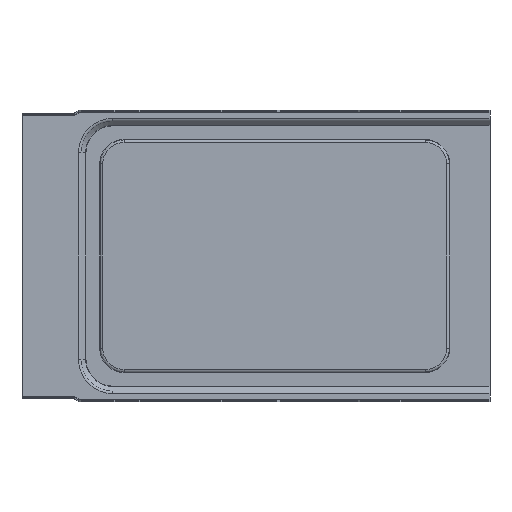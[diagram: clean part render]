
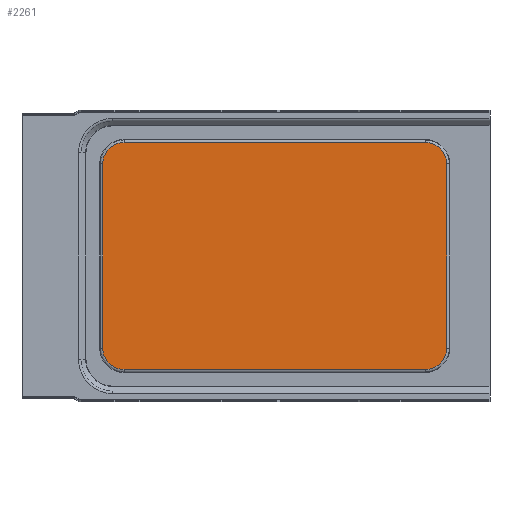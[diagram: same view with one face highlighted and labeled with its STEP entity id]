
A CAD part, front view. The second image highlights one B-rep face of the part: STEP entity #2261.
In plain terms, the highlighted planar face has unit normal (0, -1, 0).
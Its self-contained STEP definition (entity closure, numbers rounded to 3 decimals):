
#45 = AXIS2_PLACEMENT_3D ( 'NONE', #1280, #911, #1954 ) ;
#57 = LINE ( 'NONE', #2018, #3328 ) ;
#175 = ORIENTED_EDGE ( 'NONE', *, *, #3125, .F. ) ;
#230 = CARTESIAN_POINT ( 'NONE',  ( -66., 1.6, -20.337 ) ) ;
#235 = DIRECTION ( 'NONE',  ( 0., 0., -1. ) ) ;
#248 = EDGE_CURVE ( 'NONE', #1284, #2662, #1920, .T. ) ;
#271 = CARTESIAN_POINT ( 'NONE',  ( 0., 1.6, 20.337 ) ) ;
#314 = DIRECTION ( 'NONE',  ( 0., 0., 1. ) ) ;
#409 = CIRCLE ( 'NONE', #963, 3.837 ) ;
#412 = VECTOR ( 'NONE', #314, 1000. ) ;
#434 = PLANE ( 'NONE',  #4167 ) ;
#464 = CIRCLE ( 'NONE', #45, 3.837 ) ;
#466 = LINE ( 'NONE', #1756, #3182 ) ;
#517 = ORIENTED_EDGE ( 'NONE', *, *, #248, .F. ) ;
#603 = CARTESIAN_POINT ( 'NONE',  ( -69.837, 1.6, 16.5 ) ) ;
#624 = ORIENTED_EDGE ( 'NONE', *, *, #3220, .F. ) ;
#777 = DIRECTION ( 'NONE',  ( 0., 0., -1. ) ) ;
#844 = VERTEX_POINT ( 'NONE', #603 ) ;
#890 = AXIS2_PLACEMENT_3D ( 'NONE', #3271, #2231, #235 ) ;
#911 = DIRECTION ( 'NONE',  ( 0., 1., 0. ) ) ;
#963 = AXIS2_PLACEMENT_3D ( 'NONE', #2053, #3396, #777 ) ;
#968 = ORIENTED_EDGE ( 'NONE', *, *, #1151, .F. ) ;
#1016 = FACE_OUTER_BOUND ( 'NONE', #4128, .T. ) ;
#1051 = EDGE_CURVE ( 'NONE', #2816, #1345, #57, .T. ) ;
#1105 = CARTESIAN_POINT ( 'NONE',  ( -12., 1.6, -20.337 ) ) ;
#1151 = EDGE_CURVE ( 'NONE', #2443, #4056, #2344, .T. ) ;
#1168 = VERTEX_POINT ( 'NONE', #1105 ) ;
#1280 = CARTESIAN_POINT ( 'NONE',  ( -12., 1.6, -16.5 ) ) ;
#1284 = VERTEX_POINT ( 'NONE', #2244 ) ;
#1345 = VERTEX_POINT ( 'NONE', #3258 ) ;
#1366 = CARTESIAN_POINT ( 'NONE',  ( 0., 1.6, 0. ) ) ;
#1740 = DIRECTION ( 'NONE',  ( 0., 0., 1. ) ) ;
#1743 = ORIENTED_EDGE ( 'NONE', *, *, #3474, .F. ) ;
#1756 = CARTESIAN_POINT ( 'NONE',  ( 0., 1.6, -20.337 ) ) ;
#1797 = DIRECTION ( 'NONE',  ( -1., 0., 0. ) ) ;
#1920 = LINE ( 'NONE', #271, #4111 ) ;
#1954 = DIRECTION ( 'NONE',  ( 0., 0., -1. ) ) ;
#2018 = CARTESIAN_POINT ( 'NONE',  ( -8.163, 1.6, 0. ) ) ;
#2053 = CARTESIAN_POINT ( 'NONE',  ( -66., 1.6, 16.5 ) ) ;
#2074 = CIRCLE ( 'NONE', #890, 3.837 ) ;
#2106 = DIRECTION ( 'NONE',  ( 0., 1., 0. ) ) ;
#2161 = EDGE_CURVE ( 'NONE', #1345, #1168, #464, .T. ) ;
#2231 = DIRECTION ( 'NONE',  ( 0., 1., 0. ) ) ;
#2244 = CARTESIAN_POINT ( 'NONE',  ( -66., 1.6, 20.337 ) ) ;
#2261 = ADVANCED_FACE ( 'NONE', ( #1016 ), #434, .F. ) ;
#2344 = CIRCLE ( 'NONE', #2972, 3.837 ) ;
#2387 = DIRECTION ( 'NONE',  ( 0., 1., 0. ) ) ;
#2443 = VERTEX_POINT ( 'NONE', #230 ) ;
#2463 = CARTESIAN_POINT ( 'NONE',  ( -8.163, 1.6, 16.5 ) ) ;
#2662 = VERTEX_POINT ( 'NONE', #3660 ) ;
#2711 = DIRECTION ( 'NONE',  ( 0., 0., -1. ) ) ;
#2816 = VERTEX_POINT ( 'NONE', #2463 ) ;
#2972 = AXIS2_PLACEMENT_3D ( 'NONE', #3079, #2106, #3462 ) ;
#3079 = CARTESIAN_POINT ( 'NONE',  ( -66., 1.6, -16.5 ) ) ;
#3125 = EDGE_CURVE ( 'NONE', #2662, #2816, #2074, .T. ) ;
#3169 = EDGE_CURVE ( 'NONE', #844, #1284, #409, .T. ) ;
#3182 = VECTOR ( 'NONE', #1797, 1000. ) ;
#3220 = EDGE_CURVE ( 'NONE', #1168, #2443, #466, .T. ) ;
#3258 = CARTESIAN_POINT ( 'NONE',  ( -8.163, 1.6, -16.5 ) ) ;
#3271 = CARTESIAN_POINT ( 'NONE',  ( -12., 1.6, 16.5 ) ) ;
#3304 = LINE ( 'NONE', #4243, #412 ) ;
#3328 = VECTOR ( 'NONE', #2711, 1000. ) ;
#3363 = ORIENTED_EDGE ( 'NONE', *, *, #3169, .F. ) ;
#3396 = DIRECTION ( 'NONE',  ( 0., 1., 0. ) ) ;
#3462 = DIRECTION ( 'NONE',  ( 0., 0., -1. ) ) ;
#3474 = EDGE_CURVE ( 'NONE', #4056, #844, #3304, .T. ) ;
#3518 = ORIENTED_EDGE ( 'NONE', *, *, #2161, .F. ) ;
#3660 = CARTESIAN_POINT ( 'NONE',  ( -12., 1.6, 20.337 ) ) ;
#3989 = DIRECTION ( 'NONE',  ( 1., 0., 0. ) ) ;
#4056 = VERTEX_POINT ( 'NONE', #4064 ) ;
#4064 = CARTESIAN_POINT ( 'NONE',  ( -69.837, 1.6, -16.5 ) ) ;
#4111 = VECTOR ( 'NONE', #3989, 1000. ) ;
#4128 = EDGE_LOOP ( 'NONE', ( #517, #3363, #1743, #968, #624, #3518, #4296, #175 ) ) ;
#4167 = AXIS2_PLACEMENT_3D ( 'NONE', #1366, #2387, #1740 ) ;
#4243 = CARTESIAN_POINT ( 'NONE',  ( -69.837, 1.6, 0. ) ) ;
#4296 = ORIENTED_EDGE ( 'NONE', *, *, #1051, .F. ) ;
